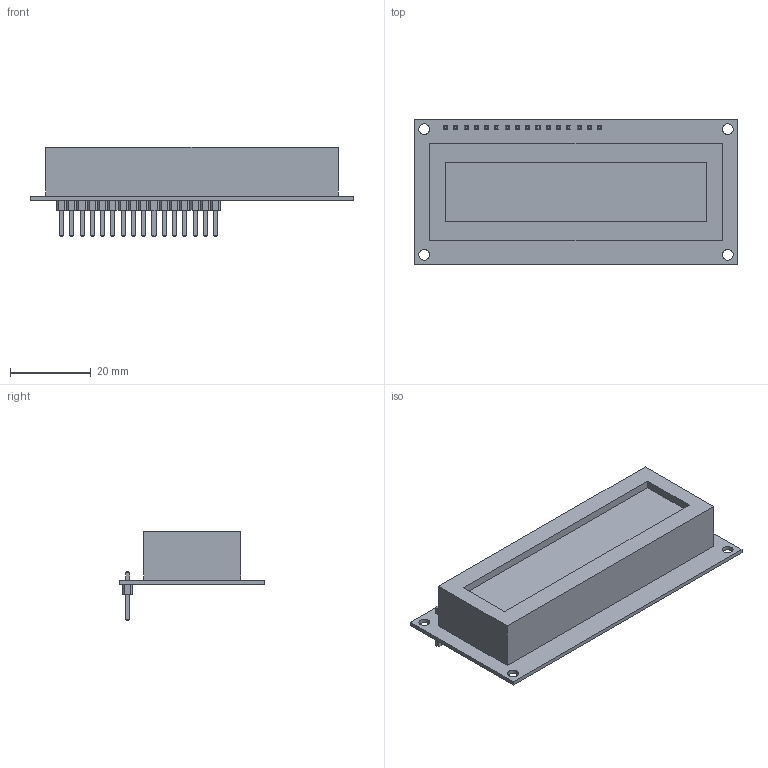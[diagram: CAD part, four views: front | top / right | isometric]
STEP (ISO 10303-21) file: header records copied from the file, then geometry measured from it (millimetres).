
FILE_DESCRIPTION(/* description */ (''),/* implementation_level */ '2;1');
FILE_NAME(/* name */ 'LCD.stp',/* time_stamp */ '2016-06-21T11:44:11+02:00',/* author */ ('Alfy Work'),/* organization */ (''),/* preprocessor_version */ 'ST-DEVELOPER v16.1',/* originating_system */ 'Autodesk Inventor 2016',/* authorisation */ '');
FILE_SCHEMA (('AUTOMOTIVE_DESIGN { 1 0 10303 214 3 1 1 }'));
Length unit declared in the file: millimetre
Products named in the file (6): basetta lcd; plastica; pin; header; LCD screen; LCD
Assembly tree (20 placements, depth 3):
  LCD
    basetta lcd
    header  x16
      plastica
      pin
    LCD screen
Bounding box: 80 x 36 x 22 mm (x, y, z)
Volume: 22157.5 mm3; surface area: 13559.9 mm2
Topology: 34 solids, 34 shells, 485 faces, 1120 edges, 704 vertices
Faces by surface type: plane 465, cylinder 20
Full cylindrical faces by diameter (mm): 1 x16, 2.7 x4
Entity records: 2215 total; most frequent: DIRECTION 362, CARTESIAN_POINT 335, ORIENTED_EDGE 280, EDGE_CURVE 140, AXIS2_PLACEMENT_3D 131, EDGE_LOOP 128, VERTEX_POINT 104, LINE 100
